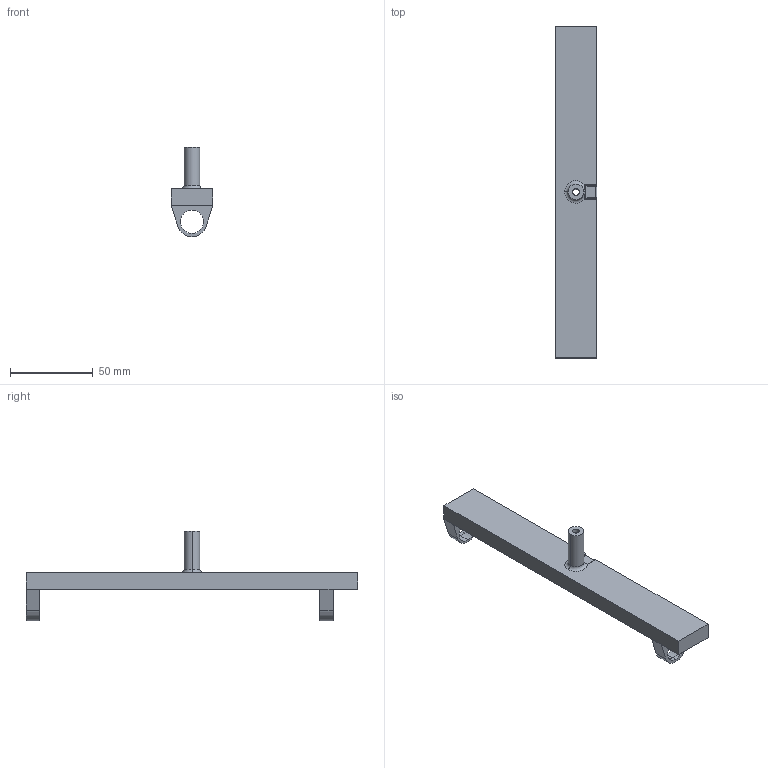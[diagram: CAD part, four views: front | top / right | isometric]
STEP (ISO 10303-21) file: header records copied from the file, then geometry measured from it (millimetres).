
FILE_DESCRIPTION (( 'STEP AP203' ), '1' );
FILE_NAME ('double_bearing_housing_Default_sldprt.STEP', '2023-01-16T12:25:57', ( '' ), ( '' ), 'SwSTEP 2.0', 'SolidWorks 2021', '' );
FILE_SCHEMA (( 'CONFIG_CONTROL_DESIGN' ));
Length unit declared in the file: millimetre
Products named in the file (1): double_bearing_housing_Default_sldprt
Bounding box: 25 x 200 x 54 mm (x, y, z)
Volume: 54105 mm3; surface area: 17552.2 mm2
Topology: 1 solids, 1 shells, 50 faces, 122 edges, 76 vertices
Faces by surface type: cylinder 24, plane 21, torus 4, bspline 1
Entity records: 1652 total; most frequent: CARTESIAN_POINT 380, DIRECTION 257, ORIENTED_EDGE 244, EDGE_CURVE 122, AXIS2_PLACEMENT_3D 97, VERTEX_POINT 76, VECTOR 63, LINE 63
